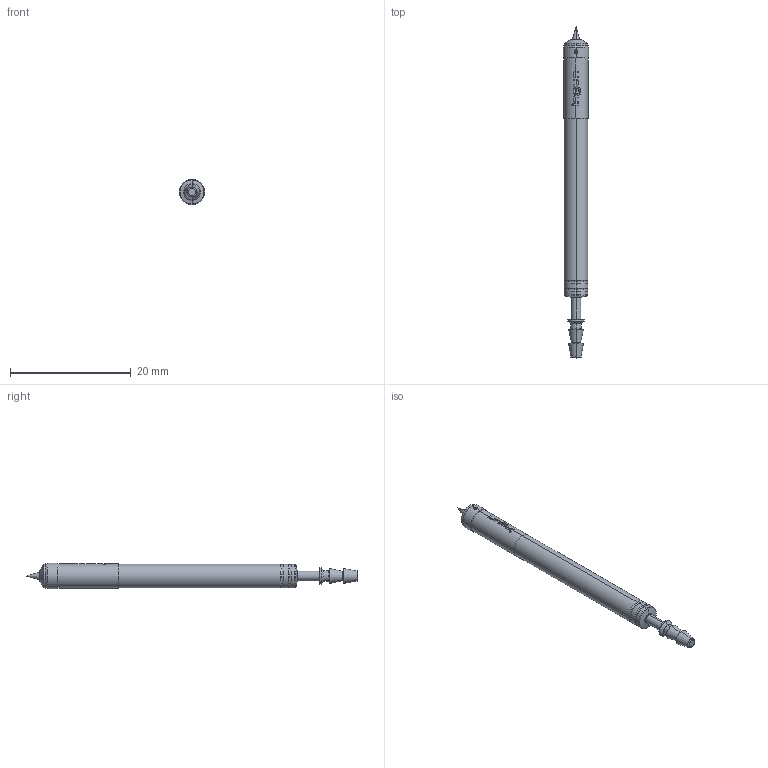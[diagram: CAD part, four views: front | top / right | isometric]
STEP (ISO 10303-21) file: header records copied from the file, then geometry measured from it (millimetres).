
FILE_DESCRIPTION (( 'STEP AP203' ), '1' );
FILE_NAME ('INGUN_PKS-399_201_150_R_xx02_2.STEP', '2022-02-25T10:06:33', ( 'ochi' ), ( '' ), 'SwSTEP 2.0', 'SolidWorks 2018', '' );
FILE_SCHEMA (( 'CONFIG_CONTROL_DESIGN' ));
Length unit declared in the file: millimetre
Products named in the file (1): INGUN_PKS-399_201_150_R_xx02_2
Bounding box: 4.2 x 55 x 4.2 mm (x, y, z)
Volume: 555.8 mm3; surface area: 626.2 mm2
Topology: 1 solids, 1 shells, 158 faces, 408 edges, 259 vertices
Faces by surface type: plane 49, cylinder 43, torus 28, bspline 24, cone 14
Entity records: 6229 total; most frequent: CARTESIAN_POINT 2788, ORIENTED_EDGE 812, DIRECTION 532, EDGE_CURVE 406, VERTEX_POINT 259, B_SPLINE_CURVE_WITH_KNOTS 246, AXIS2_PLACEMENT_3D 237, EDGE_LOOP 167
